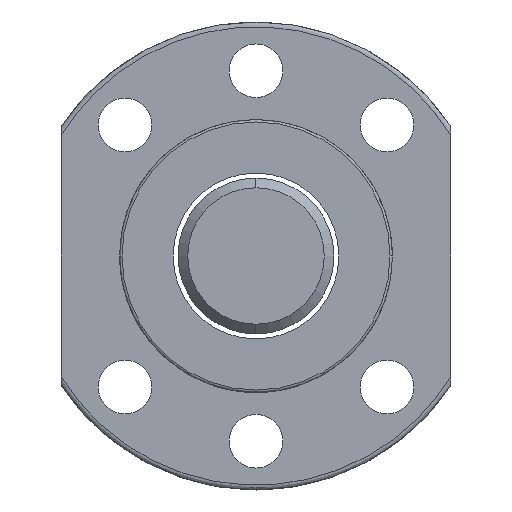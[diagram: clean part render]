
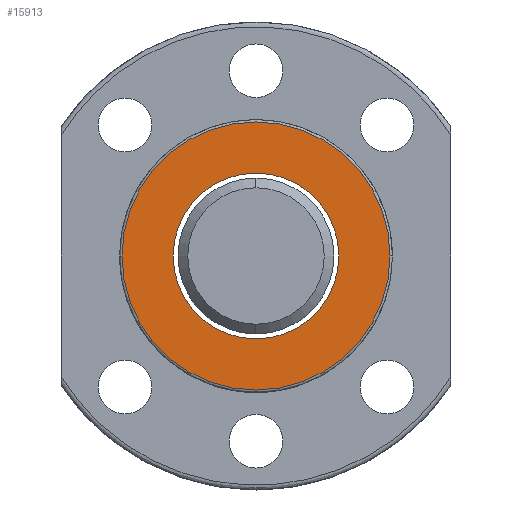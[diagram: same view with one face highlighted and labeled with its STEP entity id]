
A CAD part, left-side view. The second image highlights one B-rep face of the part: STEP entity #15913.
In plain terms, the highlighted planar face has unit normal (-1, 0, 0).
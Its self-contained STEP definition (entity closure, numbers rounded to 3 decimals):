
#698 = ORIENTED_EDGE ( 'NONE', *, *, #4259, .T. ) ;
#1176 = ORIENTED_EDGE ( 'NONE', *, *, #18032, .T. ) ;
#1967 = EDGE_CURVE ( 'NONE', #18195, #17997, #21666, .T. ) ;
#2194 = CARTESIAN_POINT ( 'NONE',  ( -61.85, 13.75, 0. ) ) ;
#3071 = PLANE ( 'NONE',  #23098 ) ;
#3326 = DIRECTION ( 'NONE',  ( 0., -1., 0. ) ) ;
#3511 = CARTESIAN_POINT ( 'NONE',  ( -61.85, 0., 0. ) ) ;
#4259 = EDGE_CURVE ( 'NONE', #16894, #6595, #8985, .T. ) ;
#5980 = EDGE_LOOP ( 'NONE', ( #698, #13609 ) ) ;
#6595 = VERTEX_POINT ( 'NONE', #16719 ) ;
#7945 = CARTESIAN_POINT ( 'NONE',  ( -61.85, 0., 0. ) ) ;
#8537 = DIRECTION ( 'NONE',  ( -1., 0., 0. ) ) ;
#8985 = CIRCLE ( 'NONE', #19252, 13.75 ) ;
#9277 = DIRECTION ( 'NONE',  ( 0., 1., 0. ) ) ;
#9380 = EDGE_CURVE ( 'NONE', #6595, #16894, #19082, .T. ) ;
#9445 = FACE_BOUND ( 'NONE', #16068, .T. ) ;
#9748 = DIRECTION ( 'NONE',  ( 1., 0., 0. ) ) ;
#9952 = DIRECTION ( 'NONE',  ( 0., 1., 0. ) ) ;
#10679 = CARTESIAN_POINT ( 'NONE',  ( -61.85, 8.5, 0. ) ) ;
#13609 = ORIENTED_EDGE ( 'NONE', *, *, #9380, .T. ) ;
#13834 = AXIS2_PLACEMENT_3D ( 'NONE', #21051, #9748, #22816 ) ;
#14694 = CARTESIAN_POINT ( 'NONE',  ( -61.85, 0., 0. ) ) ;
#15645 = CARTESIAN_POINT ( 'NONE',  ( -61.85, -8.5, 0. ) ) ;
#15913 = ADVANCED_FACE ( 'NONE', ( #19399, #9445 ), #3071, .T. ) ;
#15964 = CARTESIAN_POINT ( 'NONE',  ( -61.85, 11.125, 0. ) ) ;
#16068 = EDGE_LOOP ( 'NONE', ( #1176, #19879 ) ) ;
#16391 = DIRECTION ( 'NONE',  ( -1., 0., 0. ) ) ;
#16719 = CARTESIAN_POINT ( 'NONE',  ( -61.85, -13.75, 0. ) ) ;
#16737 = AXIS2_PLACEMENT_3D ( 'NONE', #7945, #21110, #9952 ) ;
#16894 = VERTEX_POINT ( 'NONE', #2194 ) ;
#17997 = VERTEX_POINT ( 'NONE', #10679 ) ;
#18032 = EDGE_CURVE ( 'NONE', #17997, #18195, #21615, .T. ) ;
#18124 = AXIS2_PLACEMENT_3D ( 'NONE', #14694, #18802, #18715 ) ;
#18195 = VERTEX_POINT ( 'NONE', #15645 ) ;
#18715 = DIRECTION ( 'NONE',  ( 0., 1., 0. ) ) ;
#18802 = DIRECTION ( 'NONE',  ( 1., 0., 0. ) ) ;
#19082 = CIRCLE ( 'NONE', #16737, 13.75 ) ;
#19252 = AXIS2_PLACEMENT_3D ( 'NONE', #3511, #16391, #9277 ) ;
#19399 = FACE_OUTER_BOUND ( 'NONE', #5980, .T. ) ;
#19879 = ORIENTED_EDGE ( 'NONE', *, *, #1967, .T. ) ;
#21051 = CARTESIAN_POINT ( 'NONE',  ( -61.85, 0., 0. ) ) ;
#21110 = DIRECTION ( 'NONE',  ( -1., 0., 0. ) ) ;
#21615 = CIRCLE ( 'NONE', #18124, 8.5 ) ;
#21666 = CIRCLE ( 'NONE', #13834, 8.5 ) ;
#22816 = DIRECTION ( 'NONE',  ( 0., 1., 0. ) ) ;
#23098 = AXIS2_PLACEMENT_3D ( 'NONE', #15964, #8537, #3326 ) ;
